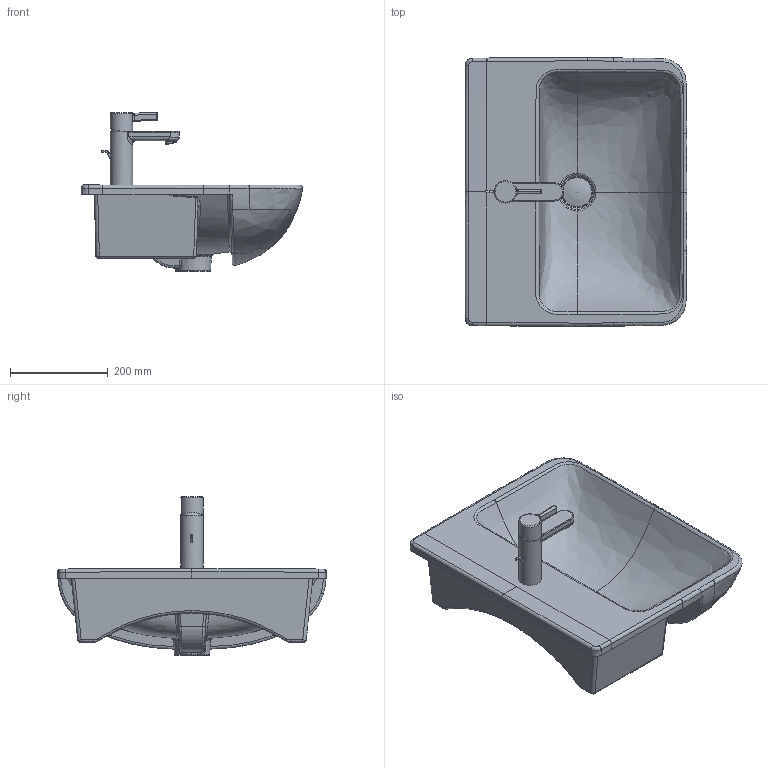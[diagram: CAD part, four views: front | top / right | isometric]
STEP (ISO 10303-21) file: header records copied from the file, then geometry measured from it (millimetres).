
FILE_DESCRIPTION((''),'2;1');
FILE_NAME('037855.stp','2015-09-25T19:08:36',('Administrator'),(''),'Autodesk Inventor 2011','Autodesk Inventor 2011','');
FILE_SCHEMA(('CONFIG_CONTROL_DESIGN'));
Length unit declared in the file: millimetre
Products named in the file (10): 037855; Armatur Durastyle Waschtisch; Fassung Sieb; Griff; Gehäuse; Hebel_Ventil; Gleitring; Kelch; Stopfen
Assembly tree (9 placements, depth 3):
  037855
    037855
    Armatur Durastyle Waschtisch
      Fassung Sieb
      Griff
      Gehäuse
      Hebel_Ventil
      Gleitring
    Kelch
    Stopfen
Bounding box: 454.29 x 550.67 x 325.56 mm (x, y, z)
Volume: 9762920.8 mm3; surface area: 979123.1 mm2
Topology: 7 solids, 9 shells, 412 faces, 988 edges, 586 vertices
Faces by surface type: bspline 186, cylinder 97, plane 81, sphere 23, torus 20, cone 5
Full cylindrical faces by diameter (mm): 4 x2, 20.15 x1, 21.15 x1, 23.15 x1, 25 x1, 35 x1, 42 x1, 44 x1, 46 x2, 46.21 x1, 60 x1
Entity records: 117025 total; most frequent: CARTESIAN_POINT 108008, ORIENTED_EDGE 1892, DIRECTION 1426, EDGE_CURVE 948, AXIS2_PLACEMENT_3D 575, VERTEX_POINT 575, EDGE_LOOP 463, FACE_OUTER_BOUND 411
